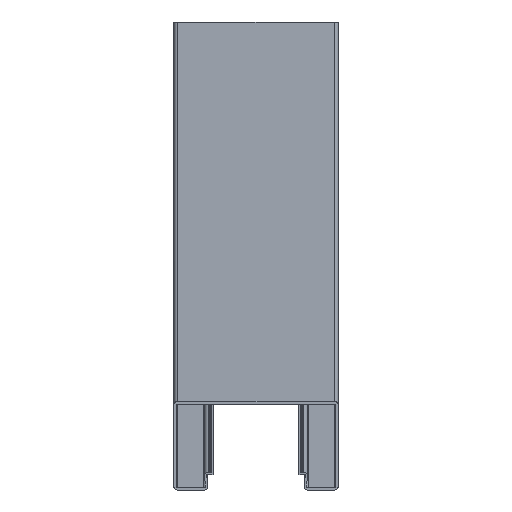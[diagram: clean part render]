
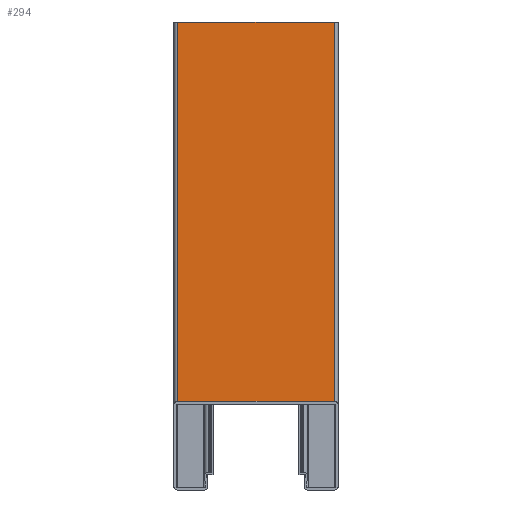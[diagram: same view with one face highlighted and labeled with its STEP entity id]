
A CAD part, left-side view. The second image highlights one B-rep face of the part: STEP entity #294.
In plain terms, the highlighted planar face has unit normal (-1, 0, 0).
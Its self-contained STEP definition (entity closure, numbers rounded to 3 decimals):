
#163 = ORIENTED_EDGE ( 'NONE', *, *, #2802, .F. ) ;
#294 = ADVANCED_FACE ( 'NONE', ( #3550 ), #3509, .F. ) ;
#760 = ORIENTED_EDGE ( 'NONE', *, *, #2775, .T. ) ;
#816 = LINE ( 'NONE', #1816, #1217 ) ;
#830 = VERTEX_POINT ( 'NONE', #3245 ) ;
#831 = EDGE_CURVE ( 'NONE', #830, #1592, #1270, .T. ) ;
#935 = EDGE_CURVE ( 'NONE', #2175, #830, #816, .T. ) ;
#941 = EDGE_LOOP ( 'NONE', ( #760, #163, #1119, #3294 ) ) ;
#1118 = LINE ( 'NONE', #1465, #1458 ) ;
#1119 = ORIENTED_EDGE ( 'NONE', *, *, #831, .F. ) ;
#1217 = VECTOR ( 'NONE', #1798, 1000. ) ;
#1261 = VECTOR ( 'NONE', #3222, 1000. ) ;
#1270 = LINE ( 'NONE', #3238, #1261 ) ;
#1371 = LINE ( 'NONE', #1514, #1438 ) ;
#1376 = CARTESIAN_POINT ( 'NONE',  ( 0., 62., 370. ) ) ;
#1389 = CARTESIAN_POINT ( 'NONE',  ( 0., 62., 70. ) ) ;
#1438 = VECTOR ( 'NONE', #3230, 1000. ) ;
#1442 = DIRECTION ( 'NONE',  ( 0., 1., 0. ) ) ;
#1458 = VECTOR ( 'NONE', #1442, 1000. ) ;
#1465 = CARTESIAN_POINT ( 'NONE',  ( 0., -65.001, 70. ) ) ;
#1514 = CARTESIAN_POINT ( 'NONE',  ( 0., 62., 370. ) ) ;
#1592 = VERTEX_POINT ( 'NONE', #2785 ) ;
#1798 = DIRECTION ( 'NONE',  ( 0., -1., 0. ) ) ;
#1816 = CARTESIAN_POINT ( 'NONE',  ( 0., -62., 370. ) ) ;
#2175 = VERTEX_POINT ( 'NONE', #1376 ) ;
#2775 = EDGE_CURVE ( 'NONE', #2175, #2823, #1371, .T. ) ;
#2785 = CARTESIAN_POINT ( 'NONE',  ( 0., -62., 70. ) ) ;
#2802 = EDGE_CURVE ( 'NONE', #1592, #2823, #1118, .T. ) ;
#2823 = VERTEX_POINT ( 'NONE', #1389 ) ;
#3047 = DIRECTION ( 'NONE',  ( 1., 0., 0. ) ) ;
#3222 = DIRECTION ( 'NONE',  ( 0., 0., -1. ) ) ;
#3230 = DIRECTION ( 'NONE',  ( 0., 0., -1. ) ) ;
#3238 = CARTESIAN_POINT ( 'NONE',  ( 0., -62., 370. ) ) ;
#3245 = CARTESIAN_POINT ( 'NONE',  ( 0., -62., 370. ) ) ;
#3285 = AXIS2_PLACEMENT_3D ( 'NONE', #3525, #3047, #3330 ) ;
#3294 = ORIENTED_EDGE ( 'NONE', *, *, #935, .F. ) ;
#3330 = DIRECTION ( 'NONE',  ( 0., 0., -1. ) ) ;
#3509 = PLANE ( 'NONE',  #3285 ) ;
#3525 = CARTESIAN_POINT ( 'NONE',  ( 0., -62., 370. ) ) ;
#3550 = FACE_OUTER_BOUND ( 'NONE', #941, .T. ) ;
